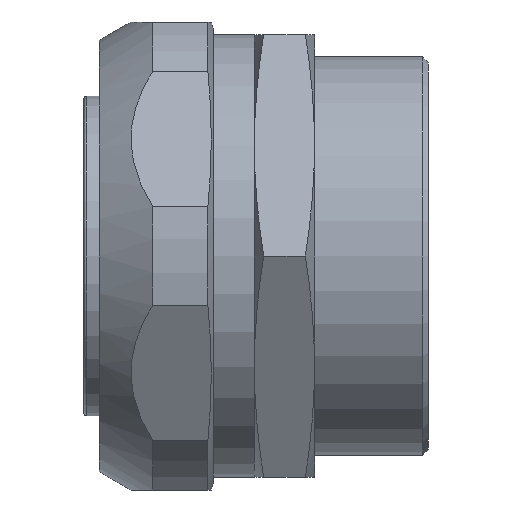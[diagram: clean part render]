
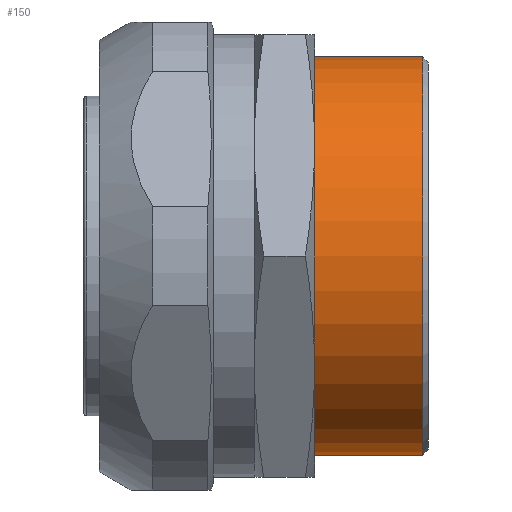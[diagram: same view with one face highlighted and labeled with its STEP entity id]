
A CAD part, front view. The second image highlights one B-rep face of the part: STEP entity #150.
In plain terms, the highlighted cylindrical face has radius 31.5 mm (diameter 63 mm), a full revolution.
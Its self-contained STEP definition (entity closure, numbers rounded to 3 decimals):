
#150 = ADVANCED_FACE( '', ( #322, #323 ), #324, .T. );
#322 = FACE_OUTER_BOUND( '', #499, .T. );
#323 = FACE_OUTER_BOUND( '', #500, .T. );
#324 = CYLINDRICAL_SURFACE( '', #501, 31.5 );
#499 = EDGE_LOOP( '', ( #839 ) );
#500 = EDGE_LOOP( '', ( #840 ) );
#501 = AXIS2_PLACEMENT_3D( '', #841, #842, #843 );
#839 = ORIENTED_EDGE( '', *, *, #1028, .F. );
#840 = ORIENTED_EDGE( '', *, *, #931, .T. );
#841 = CARTESIAN_POINT( '', ( 52., 0., 0. ) );
#842 = DIRECTION( '', ( -1., 0., 0. ) );
#843 = DIRECTION( '', ( 0., 0., -1. ) );
#931 = EDGE_CURVE( '', #1077, #1077, #1078, .T. );
#1028 = EDGE_CURVE( '', #1232, #1232, #1233, .T. );
#1077 = VERTEX_POINT( '', #1289 );
#1078 = CIRCLE( '', #1290, 31.5 );
#1232 = VERTEX_POINT( '', #1628 );
#1233 = CIRCLE( '', #1629, 31.5 );
#1289 = CARTESIAN_POINT( '', ( 34., 0., -31.5 ) );
#1290 = AXIS2_PLACEMENT_3D( '', #1774, #1775, #1776 );
#1628 = CARTESIAN_POINT( '', ( 51.08, 0., -31.5 ) );
#1629 = AXIS2_PLACEMENT_3D( '', #1883, #1884, #1885 );
#1774 = CARTESIAN_POINT( '', ( 34., 0., 0. ) );
#1775 = DIRECTION( '', ( 1., 0., 0. ) );
#1776 = DIRECTION( '', ( 0., 0., -1. ) );
#1883 = CARTESIAN_POINT( '', ( 51.08, 0., 0. ) );
#1884 = DIRECTION( '', ( 1., 0., 0. ) );
#1885 = DIRECTION( '', ( 0., 0., -1. ) );
